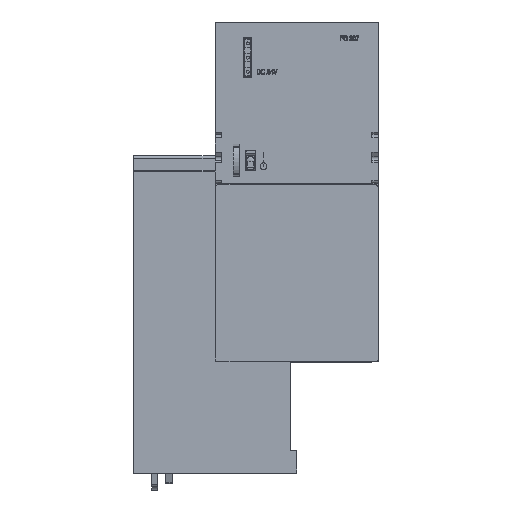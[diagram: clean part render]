
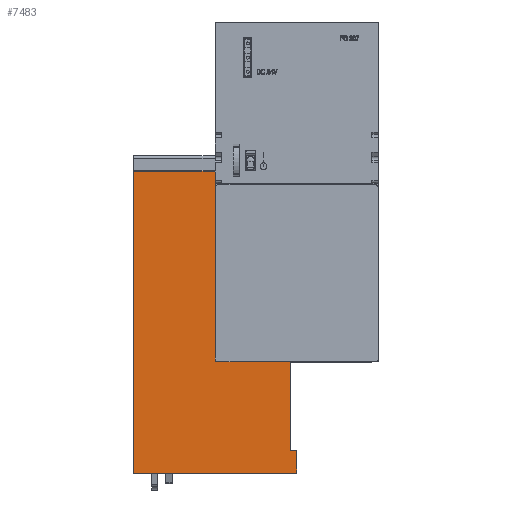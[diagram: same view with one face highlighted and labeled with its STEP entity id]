
A CAD part, top view. The second image highlights one B-rep face of the part: STEP entity #7483.
In plain terms, the highlighted planar face has unit normal (0, 0, 1).
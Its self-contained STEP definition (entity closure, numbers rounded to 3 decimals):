
#7483 = ADVANCED_FACE( '', ( #17600 ), #17601, .T. );
#17600 = FACE_OUTER_BOUND( '', #31816, .T. );
#17601 = PLANE( '', #31817 );
#31816 = EDGE_LOOP( '', ( #50092, #50093, #50094, #50095, #50096, #50097 ) );
#31817 = AXIS2_PLACEMENT_3D( '', #50098, #50099, #50100 );
#50092 = ORIENTED_EDGE( '', *, *, #64190, .T. );
#50093 = ORIENTED_EDGE( '', *, *, #64191, .F. );
#50094 = ORIENTED_EDGE( '', *, *, #64192, .T. );
#50095 = ORIENTED_EDGE( '', *, *, #63175, .F. );
#50096 = ORIENTED_EDGE( '', *, *, #64193, .F. );
#50097 = ORIENTED_EDGE( '', *, *, #62498, .F. );
#50098 = CARTESIAN_POINT( '', ( 27.65, 76., 62.5 ) );
#50099 = DIRECTION( '', ( 0., 0., 1. ) );
#50100 = DIRECTION( '', ( 1., 0., 0. ) );
#62498 = EDGE_CURVE( '', #71338, #71333, #71340, .T. );
#63175 = EDGE_CURVE( '', #72430, #72425, #72432, .T. );
#64190 = EDGE_CURVE( '', #71338, #74126, #74127, .T. );
#64191 = EDGE_CURVE( '', #74128, #74126, #74129, .T. );
#64192 = EDGE_CURVE( '', #74128, #72425, #74130, .T. );
#64193 = EDGE_CURVE( '', #71333, #72430, #74131, .T. );
#71333 = VERTEX_POINT( '', #87356 );
#71338 = VERTEX_POINT( '', #87362 );
#71340 = LINE( '', #87364, #87365 );
#72425 = VERTEX_POINT( '', #89346 );
#72430 = VERTEX_POINT( '', #89353 );
#72432 = LINE( '', #89356, #89357 );
#74126 = VERTEX_POINT( '', #92454 );
#74127 = LINE( '', #92455, #92456 );
#74128 = VERTEX_POINT( '', #92457 );
#74129 = LINE( '', #92458, #92459 );
#74130 = LINE( '', #92460, #92461 );
#74131 = LINE( '', #92462, #92463 );
#87356 = CARTESIAN_POINT( '', ( 27.65, 70.1, 62.5 ) );
#87362 = CARTESIAN_POINT( '', ( -30., 70.1, 62.5 ) );
#87364 = CARTESIAN_POINT( '', ( 142.48, 70.1, 62.5 ) );
#87365 = VECTOR( '', #103653, 1000. );
#89346 = CARTESIAN_POINT( '', ( 30., -32.5, 62.5 ) );
#89353 = CARTESIAN_POINT( '', ( 27.65, -32.5, 62.5 ) );
#89356 = CARTESIAN_POINT( '', ( 27.65, -32.5, 62.5 ) );
#89357 = VECTOR( '', #104159, 1000. );
#92454 = CARTESIAN_POINT( '', ( -30., -40.9, 62.5 ) );
#92455 = CARTESIAN_POINT( '', ( -30., 76., 62.5 ) );
#92456 = VECTOR( '', #104887, 1000. );
#92457 = CARTESIAN_POINT( '', ( 30., -40.9, 62.5 ) );
#92458 = CARTESIAN_POINT( '', ( 30., -40.9, 62.5 ) );
#92459 = VECTOR( '', #104888, 1000. );
#92460 = CARTESIAN_POINT( '', ( 30., -40.9, 62.5 ) );
#92461 = VECTOR( '', #104889, 1000. );
#92462 = CARTESIAN_POINT( '', ( 27.65, 76., 62.5 ) );
#92463 = VECTOR( '', #104890, 1000. );
#103653 = DIRECTION( '', ( 1., 0., 0. ) );
#104159 = DIRECTION( '', ( 1., 0., 0. ) );
#104887 = DIRECTION( '', ( 0., -1., 0. ) );
#104888 = DIRECTION( '', ( -1., 0., 0. ) );
#104889 = DIRECTION( '', ( 0., 1., 0. ) );
#104890 = DIRECTION( '', ( 0., -1., 0. ) );
